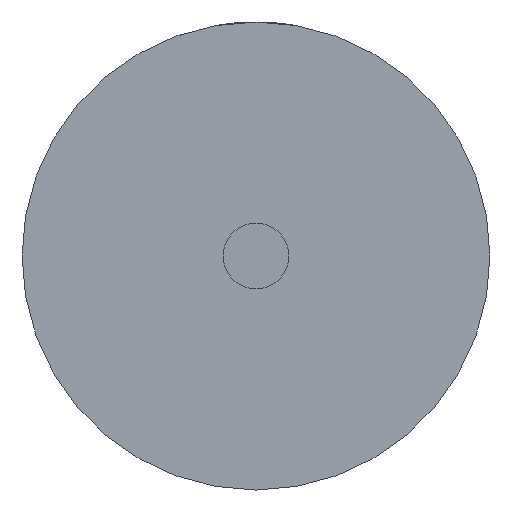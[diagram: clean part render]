
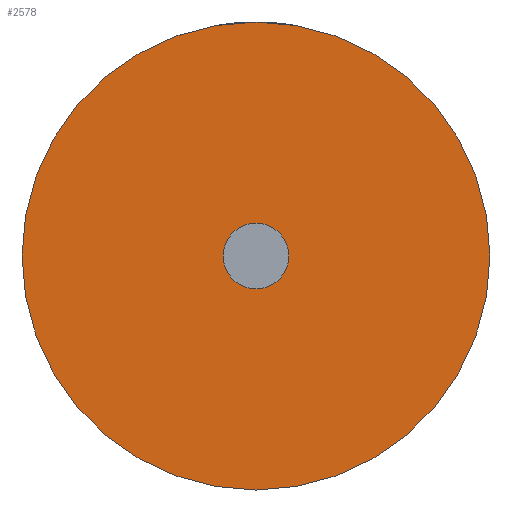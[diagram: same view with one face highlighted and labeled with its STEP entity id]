
A CAD part, left-side view. The second image highlights one B-rep face of the part: STEP entity #2578.
In plain terms, the highlighted planar face has unit normal (-1, 0, 0).
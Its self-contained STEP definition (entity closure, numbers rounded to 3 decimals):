
#173 = DIRECTION ( 'NONE',  ( -1., 0., 0. ) ) ;
#483 = VERTEX_POINT ( 'NONE', #2636 ) ;
#504 = ORIENTED_EDGE ( 'NONE', *, *, #3436, .F. ) ;
#511 = CIRCLE ( 'NONE', #1694, 6. ) ;
#514 = DIRECTION ( 'NONE',  ( 0., 0., -1. ) ) ;
#525 = DIRECTION ( 'NONE',  ( 0., 0., -1. ) ) ;
#618 = CARTESIAN_POINT ( 'NONE',  ( 0., 0., 0. ) ) ;
#619 = CARTESIAN_POINT ( 'NONE',  ( 0., 0., -6. ) ) ;
#756 = AXIS2_PLACEMENT_3D ( 'NONE', #618, #3141, #3455 ) ;
#793 = AXIS2_PLACEMENT_3D ( 'NONE', #2676, #1752, #525 ) ;
#924 = DIRECTION ( 'NONE',  ( -1., 0., 0. ) ) ;
#1035 = AXIS2_PLACEMENT_3D ( 'NONE', #2188, #924, #2528 ) ;
#1152 = FACE_OUTER_BOUND ( 'NONE', #1177, .T. ) ;
#1177 = EDGE_LOOP ( 'NONE', ( #3984, #3182 ) ) ;
#1422 = EDGE_CURVE ( 'NONE', #1996, #1773, #3173, .T. ) ;
#1558 = CARTESIAN_POINT ( 'NONE',  ( 0., 0., 0. ) ) ;
#1661 = EDGE_CURVE ( 'NONE', #483, #2097, #2094, .T. ) ;
#1694 = AXIS2_PLACEMENT_3D ( 'NONE', #2060, #173, #514 ) ;
#1752 = DIRECTION ( 'NONE',  ( 1., 0., 0. ) ) ;
#1773 = VERTEX_POINT ( 'NONE', #2019 ) ;
#1880 = EDGE_LOOP ( 'NONE', ( #504, #3971 ) ) ;
#1917 = DIRECTION ( 'NONE',  ( 1., 0., 0. ) ) ;
#1996 = VERTEX_POINT ( 'NONE', #2695 ) ;
#2019 = CARTESIAN_POINT ( 'NONE',  ( 0., 0., 42.75 ) ) ;
#2024 = AXIS2_PLACEMENT_3D ( 'NONE', #1558, #1917, #2483 ) ;
#2060 = CARTESIAN_POINT ( 'NONE',  ( 0., 0., 0. ) ) ;
#2094 = CIRCLE ( 'NONE', #1035, 6. ) ;
#2097 = VERTEX_POINT ( 'NONE', #619 ) ;
#2188 = CARTESIAN_POINT ( 'NONE',  ( 0., 0., 0. ) ) ;
#2229 = FACE_BOUND ( 'NONE', #1880, .T. ) ;
#2483 = DIRECTION ( 'NONE',  ( 0., 0., -1. ) ) ;
#2528 = DIRECTION ( 'NONE',  ( 0., 0., -1. ) ) ;
#2578 = ADVANCED_FACE ( 'NONE', ( #1152, #2229 ), #2659, .F. ) ;
#2636 = CARTESIAN_POINT ( 'NONE',  ( 0., 0., 6. ) ) ;
#2659 = PLANE ( 'NONE',  #793 ) ;
#2676 = CARTESIAN_POINT ( 'NONE',  ( 0., 0., 0. ) ) ;
#2695 = CARTESIAN_POINT ( 'NONE',  ( 0., 0., -42.75 ) ) ;
#3141 = DIRECTION ( 'NONE',  ( 1., 0., 0. ) ) ;
#3173 = CIRCLE ( 'NONE', #756, 42.75 ) ;
#3182 = ORIENTED_EDGE ( 'NONE', *, *, #1422, .F. ) ;
#3436 = EDGE_CURVE ( 'NONE', #2097, #483, #511, .T. ) ;
#3455 = DIRECTION ( 'NONE',  ( 0., 0., -1. ) ) ;
#3594 = CIRCLE ( 'NONE', #2024, 42.75 ) ;
#3618 = EDGE_CURVE ( 'NONE', #1773, #1996, #3594, .T. ) ;
#3971 = ORIENTED_EDGE ( 'NONE', *, *, #1661, .F. ) ;
#3984 = ORIENTED_EDGE ( 'NONE', *, *, #3618, .F. ) ;
